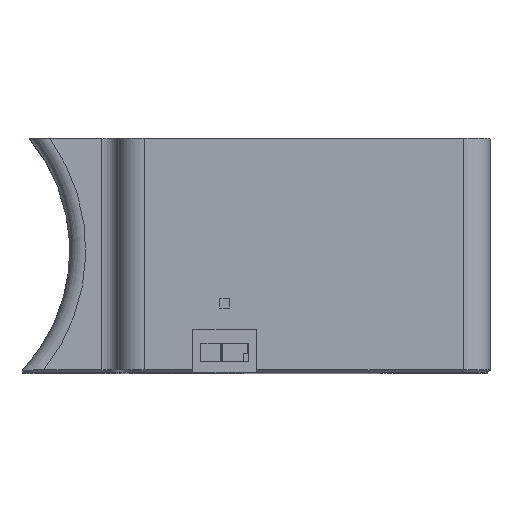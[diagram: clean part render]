
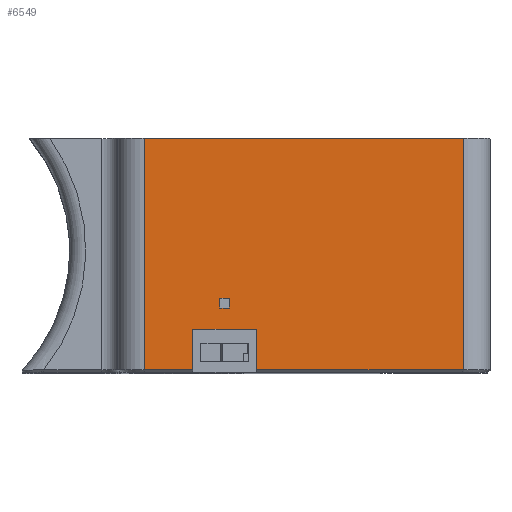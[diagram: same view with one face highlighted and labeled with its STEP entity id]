
A CAD part, top view. The second image highlights one B-rep face of the part: STEP entity #6549.
In plain terms, the highlighted planar face has unit normal (0, 0, 1).
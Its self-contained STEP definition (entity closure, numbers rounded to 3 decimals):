
#187=FACE_BOUND('',#930,.T.);
#529=FACE_OUTER_BOUND('',#929,.T.);
#929=EDGE_LOOP('',(#5040,#5041,#5042,#5043,#5044,#5045,#5046,#5047));
#930=EDGE_LOOP('',(#5048,#5049,#5050,#5051));
#1198=LINE('',#9176,#1940);
#1202=LINE('',#9184,#1944);
#1205=LINE('',#9190,#1947);
#1208=LINE('',#9195,#1950);
#1243=LINE('',#9268,#1985);
#1246=LINE('',#9274,#1988);
#1455=LINE('',#9913,#2197);
#1624=LINE('',#10355,#2366);
#1625=LINE('',#10357,#2367);
#1626=LINE('',#10359,#2368);
#1627=LINE('',#10360,#2369);
#1628=LINE('',#10361,#2370);
#1940=VECTOR('',#7353,10.);
#1944=VECTOR('',#7359,10.);
#1947=VECTOR('',#7364,10.);
#1950=VECTOR('',#7369,10.);
#1985=VECTOR('',#7430,10.);
#1988=VECTOR('',#7435,10.);
#2197=VECTOR('',#7758,10.);
#2366=VECTOR('',#8135,10.);
#2367=VECTOR('',#8138,10.);
#2368=VECTOR('',#8139,10.);
#2369=VECTOR('',#8140,10.);
#2370=VECTOR('',#8141,10.);
#2682=VERTEX_POINT('',#9174);
#2683=VERTEX_POINT('',#9175);
#2686=VERTEX_POINT('',#9183);
#2688=VERTEX_POINT('',#9189);
#2713=VERTEX_POINT('',#9265);
#2714=VERTEX_POINT('',#9267);
#2715=VERTEX_POINT('',#9271);
#2716=VERTEX_POINT('',#9273);
#2928=VERTEX_POINT('',#9827);
#2952=VERTEX_POINT('',#9911);
#3028=VERTEX_POINT('',#10166);
#3076=VERTEX_POINT('',#10358);
#3304=EDGE_CURVE('',#2682,#2683,#1198,.T.);
#3308=EDGE_CURVE('',#2686,#2682,#1202,.T.);
#3311=EDGE_CURVE('',#2688,#2686,#1205,.T.);
#3314=EDGE_CURVE('',#2683,#2688,#1208,.T.);
#3349=EDGE_CURVE('',#2714,#2713,#1243,.T.);
#3352=EDGE_CURVE('',#2716,#2715,#1246,.T.);
#3609=EDGE_CURVE('',#2952,#2928,#1455,.T.);
#3808=EDGE_CURVE('',#2928,#3028,#1624,.T.);
#3809=EDGE_CURVE('',#3028,#2713,#1625,.T.);
#3810=EDGE_CURVE('',#3076,#2952,#1626,.T.);
#3811=EDGE_CURVE('',#2716,#3076,#1627,.T.);
#3812=EDGE_CURVE('',#2715,#2714,#1628,.T.);
#5040=ORIENTED_EDGE('',*,*,#3809,.F.);
#5041=ORIENTED_EDGE('',*,*,#3808,.F.);
#5042=ORIENTED_EDGE('',*,*,#3609,.F.);
#5043=ORIENTED_EDGE('',*,*,#3810,.F.);
#5044=ORIENTED_EDGE('',*,*,#3811,.F.);
#5045=ORIENTED_EDGE('',*,*,#3352,.T.);
#5046=ORIENTED_EDGE('',*,*,#3812,.T.);
#5047=ORIENTED_EDGE('',*,*,#3349,.T.);
#5048=ORIENTED_EDGE('',*,*,#3304,.T.);
#5049=ORIENTED_EDGE('',*,*,#3314,.T.);
#5050=ORIENTED_EDGE('',*,*,#3311,.T.);
#5051=ORIENTED_EDGE('',*,*,#3308,.T.);
#6288=PLANE('',#6987);
#6549=ADVANCED_FACE('',(#529,#187),#6288,.T.);
#6987=AXIS2_PLACEMENT_3D('',#10356,#8136,#8137);
#7353=DIRECTION('',(1.,0.,0.));
#7359=DIRECTION('',(0.,1.,0.));
#7364=DIRECTION('',(-1.,0.,0.));
#7369=DIRECTION('',(0.,-1.,0.));
#7430=DIRECTION('',(0.,-1.,0.));
#7435=DIRECTION('',(0.,1.,0.));
#7758=DIRECTION('',(1.,0.,0.));
#8135=DIRECTION('',(0.,-1.,0.));
#8136=DIRECTION('center_axis',(0.,0.,1.));
#8137=DIRECTION('ref_axis',(-1.,0.,0.));
#8138=DIRECTION('',(-1.,0.,0.));
#8139=DIRECTION('',(0.,1.,0.));
#8140=DIRECTION('',(-1.,0.,0.));
#8141=DIRECTION('',(1.,0.,0.));
#9174=CARTESIAN_POINT('',(19.204,11.9,127.5));
#9175=CARTESIAN_POINT('',(21.004,11.9,127.5));
#9176=CARTESIAN_POINT('',(30.852,11.9,127.5));
#9183=CARTESIAN_POINT('',(19.204,10.1,127.5));
#9184=CARTESIAN_POINT('',(19.204,5.05,127.5));
#9189=CARTESIAN_POINT('',(21.004,10.1,127.5));
#9190=CARTESIAN_POINT('',(31.752,10.1,127.5));
#9195=CARTESIAN_POINT('',(21.004,5.95,127.5));
#9265=CARTESIAN_POINT('',(26.104,-1.5,127.5));
#9267=CARTESIAN_POINT('',(26.104,6.147,127.5));
#9268=CARTESIAN_POINT('',(26.104,3.073,127.5));
#9271=CARTESIAN_POINT('',(14.104,6.147,127.5));
#9273=CARTESIAN_POINT('',(14.104,-1.5,127.5));
#9274=CARTESIAN_POINT('',(14.104,-1.027,127.5));
#9827=CARTESIAN_POINT('',(65.,42.,127.5));
#9911=CARTESIAN_POINT('',(5.,42.,127.5));
#9913=CARTESIAN_POINT('',(42.5,42.,127.5));
#10166=CARTESIAN_POINT('',(65.,-1.5,127.5));
#10355=CARTESIAN_POINT('',(65.,0.,127.5));
#10356=CARTESIAN_POINT('Origin',(42.5,0.,127.5));
#10357=CARTESIAN_POINT('',(38.75,-1.5,127.5));
#10358=CARTESIAN_POINT('',(5.,-1.5,127.5));
#10359=CARTESIAN_POINT('',(5.,0.,127.5));
#10360=CARTESIAN_POINT('',(38.75,-1.5,127.5));
#10361=CARTESIAN_POINT('',(28.302,6.147,127.5));
